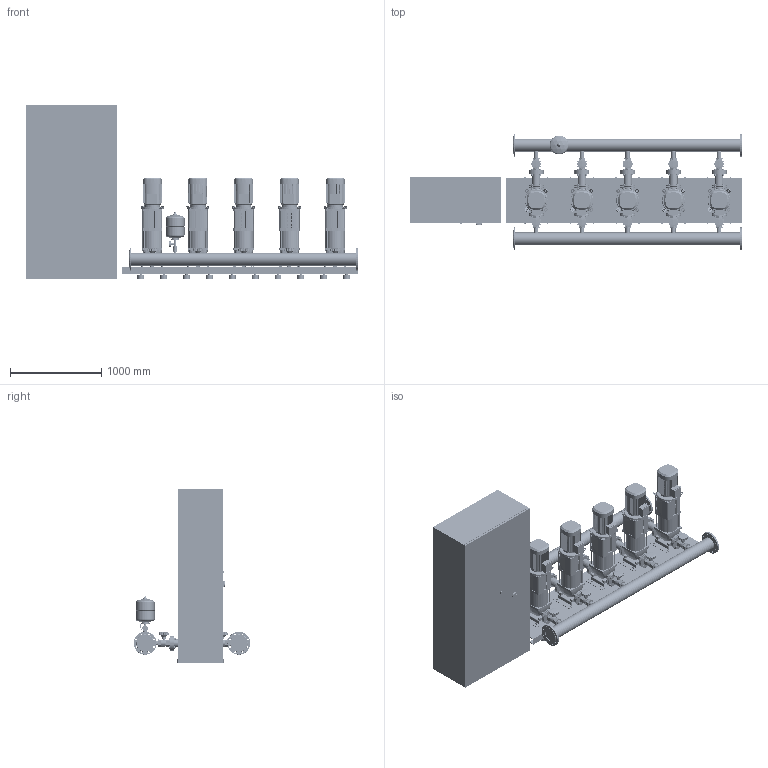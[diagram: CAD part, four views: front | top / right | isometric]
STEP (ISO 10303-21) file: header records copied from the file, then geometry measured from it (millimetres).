
FILE_DESCRIPTION((''),'2;1');
FILE_NAME('3d_COR-5HELIXV2204_K_CC-01-2530570.stp','2016-01-22T13:06:00',(''),(''),'Mechanical Desktop 2009','Mechanical Desktop 2009',', , ');
FILE_SCHEMA(('CONFIG_CONTROL_DESIGN'));
Length unit declared in the file: millimetre
Products named in the file (1): Product
Bounding box: 3630 x 1275 x 1900 mm (x, y, z)
Volume: 1241611508 mm3; surface area: 27267711.7 mm2
Topology: 263 solids, 263 shells, 9748 faces, 24886 edges, 16203 vertices
Faces by surface type: plane 3915, cylinder 2615, bspline 2416, cone 476, torus 314, sphere 12
Entity records: 327763 total; most frequent: CARTESIAN_POINT 91761, ORIENTED_EDGE 49768, DIRECTION 46593, EDGE_CURVE 24884, VERTEX_POINT 16201, AXIS2_PLACEMENT_3D 15644, VECTOR 15305, LINE 15305
